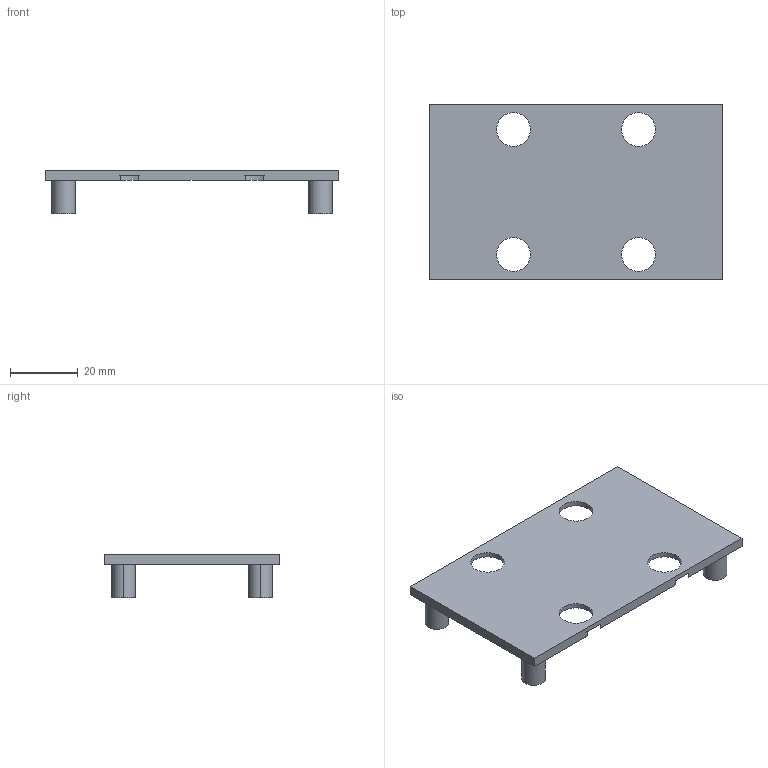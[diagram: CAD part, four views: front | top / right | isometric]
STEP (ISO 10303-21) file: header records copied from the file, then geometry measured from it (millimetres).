
FILE_DESCRIPTION(('CATIA V5 STEP Exchange'),'2;1');
FILE_NAME('base_odroid_small.stp','2016-10-17T13:52:50+00:00',('none'),('none'),'CATIA Version 5 Release 19 GA (IN-10)','CATIA V5 STEP AP203','none');
FILE_SCHEMA(('CONFIG_CONTROL_DESIGN'));
Length unit declared in the file: millimetre
Products named in the file (1): pieza2
Bounding box: 87 x 52 x 13 mm (x, y, z)
Volume: 13319.3 mm3; surface area: 10807.2 mm2
Topology: 1 solids, 1 shells, 54 faces, 132 edges, 88 vertices
Faces by surface type: cylinder 36, plane 18
Entity records: 1464 total; most frequent: ORIENTED_EDGE 264, CARTESIAN_POINT 245, DIRECTION 180, EDGE_CURVE 132, AXIS2_PLACEMENT_3D 97, VERTEX_POINT 88, CIRCLE 72, EDGE_LOOP 70
